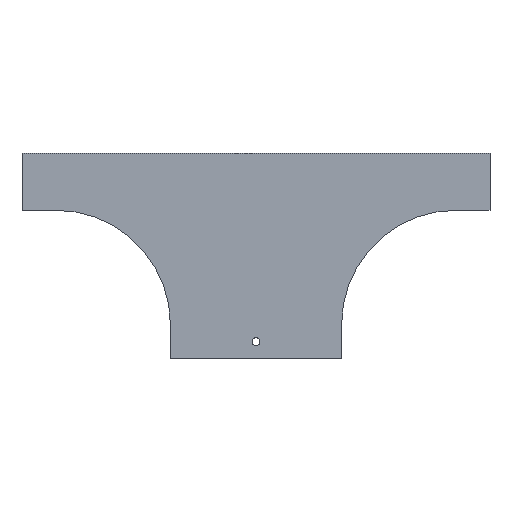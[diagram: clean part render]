
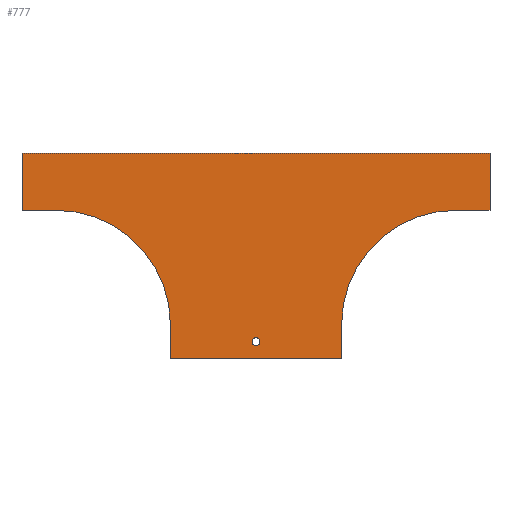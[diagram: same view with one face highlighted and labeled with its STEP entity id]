
A CAD part, front view. The second image highlights one B-rep face of the part: STEP entity #777.
In plain terms, the highlighted planar face has unit normal (0, -1, 0).
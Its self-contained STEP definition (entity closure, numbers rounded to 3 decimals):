
#10 = CARTESIAN_POINT ( 'NONE',  ( 205., 0., -50. ) ) ;
#13 = CARTESIAN_POINT ( 'NONE',  ( 75., 0., -150. ) ) ;
#16 = CARTESIAN_POINT ( 'NONE',  ( -205., 0., -50. ) ) ;
#29 = CARTESIAN_POINT ( 'NONE',  ( -75., 0., -150. ) ) ;
#30 = CARTESIAN_POINT ( 'NONE',  ( -75., 0., -180. ) ) ;
#45 = CARTESIAN_POINT ( 'NONE',  ( 75., 0., -180. ) ) ;
#52 = CARTESIAN_POINT ( 'NONE',  ( 205., 0., 0. ) ) ;
#54 = DIRECTION ( 'NONE',  ( -1., 0., 0. ) ) ;
#59 = CARTESIAN_POINT ( 'NONE',  ( -205., 0., 0. ) ) ;
#73 = VERTEX_POINT ( 'NONE', #30 ) ;
#74 = VERTEX_POINT ( 'NONE', #29 ) ;
#86 = VERTEX_POINT ( 'NONE', #16 ) ;
#92 = VERTEX_POINT ( 'NONE', #52 ) ;
#95 = VERTEX_POINT ( 'NONE', #13 ) ;
#98 = VERTEX_POINT ( 'NONE', #10 ) ;
#101 = VERTEX_POINT ( 'NONE', #59 ) ;
#141 = LINE ( 'NONE', #1063, #151 ) ;
#151 = VECTOR ( 'NONE', #1057, 1000. ) ;
#152 = LINE ( 'NONE', #1058, #154 ) ;
#154 = VECTOR ( 'NONE', #1065, 1000. ) ;
#162 = LINE ( 'NONE', #1034, #165 ) ;
#165 = VECTOR ( 'NONE', #1031, 1000. ) ;
#195 = LINE ( 'NONE', #955, #198 ) ;
#198 = VECTOR ( 'NONE', #953, 1000. ) ;
#199 = CIRCLE ( 'NONE', #594, 100. ) ;
#205 = LINE ( 'NONE', #940, #208 ) ;
#208 = VECTOR ( 'NONE', #938, 1000. ) ;
#219 = LINE ( 'NONE', #848, #222 ) ;
#222 = VECTOR ( 'NONE', #846, 1000. ) ;
#251 = FACE_BOUND ( 'NONE', #1278, .T. ) ;
#254 = FACE_OUTER_BOUND ( 'NONE', #1268, .T. ) ;
#289 = EDGE_CURVE ( 'NONE', #1297, #73, #671, .T. ) ;
#299 = EDGE_CURVE ( 'NONE', #73, #74, #687, .T. ) ;
#302 = EDGE_CURVE ( 'NONE', #74, #1295, #693, .T. ) ;
#304 = EDGE_CURVE ( 'NONE', #896, #896, #694, .T. ) ;
#348 = EDGE_CURVE ( 'NONE', #98, #1298, #141, .T. ) ;
#350 = EDGE_CURVE ( 'NONE', #92, #98, #152, .T. ) ;
#356 = EDGE_CURVE ( 'NONE', #1295, #86, #162, .T. ) ;
#375 = EDGE_CURVE ( 'NONE', #86, #101, #195, .T. ) ;
#377 = EDGE_CURVE ( 'NONE', #1298, #95, #199, .T. ) ;
#381 = EDGE_CURVE ( 'NONE', #101, #92, #205, .T. ) ;
#391 = ORIENTED_EDGE ( 'NONE', *, *, #610, .F. ) ;
#392 = ORIENTED_EDGE ( 'NONE', *, *, #289, .F. ) ;
#393 = ORIENTED_EDGE ( 'NONE', *, *, #348, .F. ) ;
#394 = ORIENTED_EDGE ( 'NONE', *, *, #377, .F. ) ;
#395 = ORIENTED_EDGE ( 'NONE', *, *, #381, .F. ) ;
#396 = ORIENTED_EDGE ( 'NONE', *, *, #350, .F. ) ;
#410 = ORIENTED_EDGE ( 'NONE', *, *, #304, .T. ) ;
#423 = ORIENTED_EDGE ( 'NONE', *, *, #375, .F. ) ;
#453 = ORIENTED_EDGE ( 'NONE', *, *, #299, .F. ) ;
#581 = AXIS2_PLACEMENT_3D ( 'NONE', #813, #868, #860 ) ;
#594 = AXIS2_PLACEMENT_3D ( 'NONE', #946, #945, #944 ) ;
#610 = EDGE_CURVE ( 'NONE', #95, #1297, #219, .T. ) ;
#615 = AXIS2_PLACEMENT_3D ( 'NONE', #976, #1047, #1045 ) ;
#618 = AXIS2_PLACEMENT_3D ( 'NONE', #1066, #1064, #1044 ) ;
#627 = ORIENTED_EDGE ( 'NONE', *, *, #356, .F. ) ;
#628 = ORIENTED_EDGE ( 'NONE', *, *, #302, .F. ) ;
#664 = VECTOR ( 'NONE', #54, 1000. ) ;
#671 = LINE ( 'NONE', #45, #664 ) ;
#687 = LINE ( 'NONE', #1102, #689 ) ;
#689 = VECTOR ( 'NONE', #1101, 1000. ) ;
#693 = CIRCLE ( 'NONE', #618, 100. ) ;
#694 = CIRCLE ( 'NONE', #615, 3.5 ) ;
#777 = ADVANCED_FACE ( 'NONE', ( #251, #254 ), #801, .T. ) ;
#801 = PLANE ( 'NONE',  #581 ) ;
#813 = CARTESIAN_POINT ( 'NONE',  ( -175., 0., -150. ) ) ;
#846 = DIRECTION ( 'NONE',  ( 0., 0., -1. ) ) ;
#848 = CARTESIAN_POINT ( 'NONE',  ( 75., 0., -180. ) ) ;
#860 = DIRECTION ( 'NONE',  ( 0., 0., -1. ) ) ;
#868 = DIRECTION ( 'NONE',  ( 0., -1., 0. ) ) ;
#896 = VERTEX_POINT ( 'NONE', #1137 ) ;
#938 = DIRECTION ( 'NONE',  ( 1., 0., 0. ) ) ;
#940 = CARTESIAN_POINT ( 'NONE',  ( -205., 0., 0. ) ) ;
#944 = DIRECTION ( 'NONE',  ( 0., 0., 1. ) ) ;
#945 = DIRECTION ( 'NONE',  ( 0., -1., 0. ) ) ;
#946 = CARTESIAN_POINT ( 'NONE',  ( 175., 0., -150. ) ) ;
#953 = DIRECTION ( 'NONE',  ( 0., 0., 1. ) ) ;
#955 = CARTESIAN_POINT ( 'NONE',  ( -205., 0., 0. ) ) ;
#976 = CARTESIAN_POINT ( 'NONE',  ( 0., 0., -165. ) ) ;
#1031 = DIRECTION ( 'NONE',  ( -1., 0., 0. ) ) ;
#1034 = CARTESIAN_POINT ( 'NONE',  ( -205., 0., -50. ) ) ;
#1044 = DIRECTION ( 'NONE',  ( 0., 0., -1. ) ) ;
#1045 = DIRECTION ( 'NONE',  ( 0., 0., -1. ) ) ;
#1047 = DIRECTION ( 'NONE',  ( 0., 1., 0. ) ) ;
#1057 = DIRECTION ( 'NONE',  ( -1., 0., 0. ) ) ;
#1058 = CARTESIAN_POINT ( 'NONE',  ( 205., 0., 0. ) ) ;
#1063 = CARTESIAN_POINT ( 'NONE',  ( 205., 0., -50. ) ) ;
#1064 = DIRECTION ( 'NONE',  ( 0., -1., 0. ) ) ;
#1065 = DIRECTION ( 'NONE',  ( 0., 0., -1. ) ) ;
#1066 = CARTESIAN_POINT ( 'NONE',  ( -175., 0., -150. ) ) ;
#1101 = DIRECTION ( 'NONE',  ( 0., 0., 1. ) ) ;
#1102 = CARTESIAN_POINT ( 'NONE',  ( -75., 0., -180. ) ) ;
#1137 = CARTESIAN_POINT ( 'NONE',  ( 0., 0., -168.5 ) ) ;
#1168 = CARTESIAN_POINT ( 'NONE',  ( 175., 0., -50. ) ) ;
#1226 = CARTESIAN_POINT ( 'NONE',  ( 75., 0., -180. ) ) ;
#1230 = CARTESIAN_POINT ( 'NONE',  ( -175., 0., -50. ) ) ;
#1268 = EDGE_LOOP ( 'NONE', ( #423, #627, #628, #453, #392, #391, #394, #393, #396, #395 ) ) ;
#1278 = EDGE_LOOP ( 'NONE', ( #410 ) ) ;
#1295 = VERTEX_POINT ( 'NONE', #1230 ) ;
#1297 = VERTEX_POINT ( 'NONE', #1226 ) ;
#1298 = VERTEX_POINT ( 'NONE', #1168 ) ;
